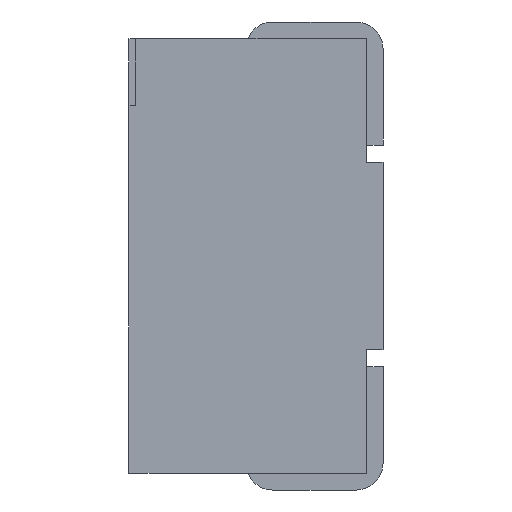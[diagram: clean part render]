
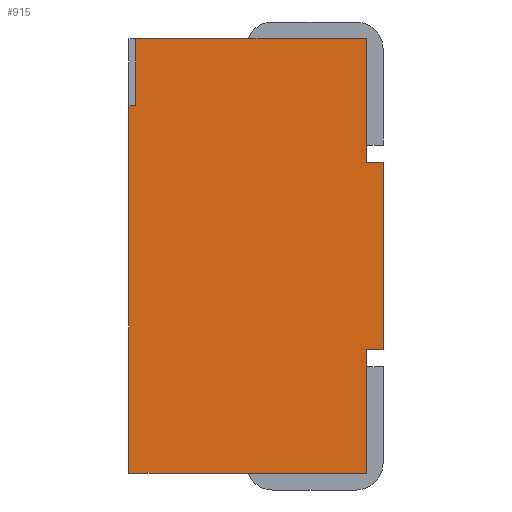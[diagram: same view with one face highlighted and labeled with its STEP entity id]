
A CAD part, left-side view. The second image highlights one B-rep face of the part: STEP entity #915.
In plain terms, the highlighted planar face has unit normal (-1, 0, 0).
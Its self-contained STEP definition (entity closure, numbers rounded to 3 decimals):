
#41=FACE_OUTER_BOUND('',#93,.T.);
#93=EDGE_LOOP('',(#611,#612,#613,#614,#615,#616,#617,#618,#619,#620));
#144=LINE('',#1308,#264);
#149=LINE('',#1317,#269);
#150=LINE('',#1320,#270);
#151=LINE('',#1322,#271);
#152=LINE('',#1324,#272);
#153=LINE('',#1326,#273);
#154=LINE('',#1328,#274);
#155=LINE('',#1330,#275);
#156=LINE('',#1332,#276);
#157=LINE('',#1333,#277);
#264=VECTOR('',#1057,10.);
#269=VECTOR('',#1064,10.);
#270=VECTOR('',#1067,10.);
#271=VECTOR('',#1068,10.);
#272=VECTOR('',#1069,10.);
#273=VECTOR('',#1070,10.);
#274=VECTOR('',#1071,10.);
#275=VECTOR('',#1072,10.);
#276=VECTOR('',#1073,10.);
#277=VECTOR('',#1074,10.);
#383=VERTEX_POINT('',#1304);
#385=VERTEX_POINT('',#1307);
#388=VERTEX_POINT('',#1314);
#389=VERTEX_POINT('',#1319);
#390=VERTEX_POINT('',#1321);
#391=VERTEX_POINT('',#1323);
#392=VERTEX_POINT('',#1325);
#393=VERTEX_POINT('',#1327);
#394=VERTEX_POINT('',#1329);
#395=VERTEX_POINT('',#1331);
#472=EDGE_CURVE('',#385,#383,#144,.T.);
#477=EDGE_CURVE('',#388,#385,#149,.T.);
#478=EDGE_CURVE('',#389,#383,#150,.T.);
#479=EDGE_CURVE('',#389,#390,#151,.T.);
#480=EDGE_CURVE('',#390,#391,#152,.T.);
#481=EDGE_CURVE('',#391,#392,#153,.T.);
#482=EDGE_CURVE('',#392,#393,#154,.T.);
#483=EDGE_CURVE('',#393,#394,#155,.T.);
#484=EDGE_CURVE('',#394,#395,#156,.T.);
#485=EDGE_CURVE('',#395,#388,#157,.T.);
#611=ORIENTED_EDGE('',*,*,#477,.T.);
#612=ORIENTED_EDGE('',*,*,#472,.T.);
#613=ORIENTED_EDGE('',*,*,#478,.F.);
#614=ORIENTED_EDGE('',*,*,#479,.T.);
#615=ORIENTED_EDGE('',*,*,#480,.T.);
#616=ORIENTED_EDGE('',*,*,#481,.T.);
#617=ORIENTED_EDGE('',*,*,#482,.T.);
#618=ORIENTED_EDGE('',*,*,#483,.T.);
#619=ORIENTED_EDGE('',*,*,#484,.T.);
#620=ORIENTED_EDGE('',*,*,#485,.T.);
#869=PLANE('',#990);
#915=ADVANCED_FACE('',(#41),#869,.T.);
#990=AXIS2_PLACEMENT_3D('',#1318,#1065,#1066);
#1057=DIRECTION('',(0.,1.,0.));
#1064=DIRECTION('',(0.,0.,-1.));
#1065=DIRECTION('center_axis',(-1.,0.,0.));
#1066=DIRECTION('ref_axis',(0.,0.,1.));
#1067=DIRECTION('',(0.,0.,1.));
#1068=DIRECTION('',(0.,-1.,0.));
#1069=DIRECTION('',(0.,0.,1.));
#1070=DIRECTION('',(0.,-1.,0.));
#1071=DIRECTION('',(0.,0.,1.));
#1072=DIRECTION('',(0.,1.,0.));
#1073=DIRECTION('',(0.,0.,1.));
#1074=DIRECTION('',(0.,1.,0.));
#1304=CARTESIAN_POINT('',(-1.4,1.9,1.125));
#1307=CARTESIAN_POINT('',(-1.4,1.85,1.125));
#1308=CARTESIAN_POINT('',(-1.4,0.95,1.125));
#1314=CARTESIAN_POINT('',(-1.4,1.85,1.625));
#1317=CARTESIAN_POINT('',(-1.4,1.85,-0.188));
#1318=CARTESIAN_POINT('Origin',(-1.4,0.,-1.75));
#1319=CARTESIAN_POINT('',(-1.4,1.9,-1.625));
#1320=CARTESIAN_POINT('',(-1.4,1.9,-1.75));
#1321=CARTESIAN_POINT('',(-1.4,0.125,-1.625));
#1322=CARTESIAN_POINT('',(-1.4,0.506,-1.625));
#1323=CARTESIAN_POINT('',(-1.4,0.125,-0.7));
#1324=CARTESIAN_POINT('',(-1.4,0.125,-1.488));
#1325=CARTESIAN_POINT('',(-1.4,0.,-0.7));
#1326=CARTESIAN_POINT('',(-1.4,0.,-0.7));
#1327=CARTESIAN_POINT('',(-1.4,0.,0.7));
#1328=CARTESIAN_POINT('',(-1.4,0.,-1.75));
#1329=CARTESIAN_POINT('',(-1.4,0.125,0.7));
#1330=CARTESIAN_POINT('',(-1.4,0.,0.7));
#1331=CARTESIAN_POINT('',(-1.4,0.125,1.625));
#1332=CARTESIAN_POINT('',(-1.4,0.125,-0.263));
#1333=CARTESIAN_POINT('',(-1.4,0.506,1.625));
